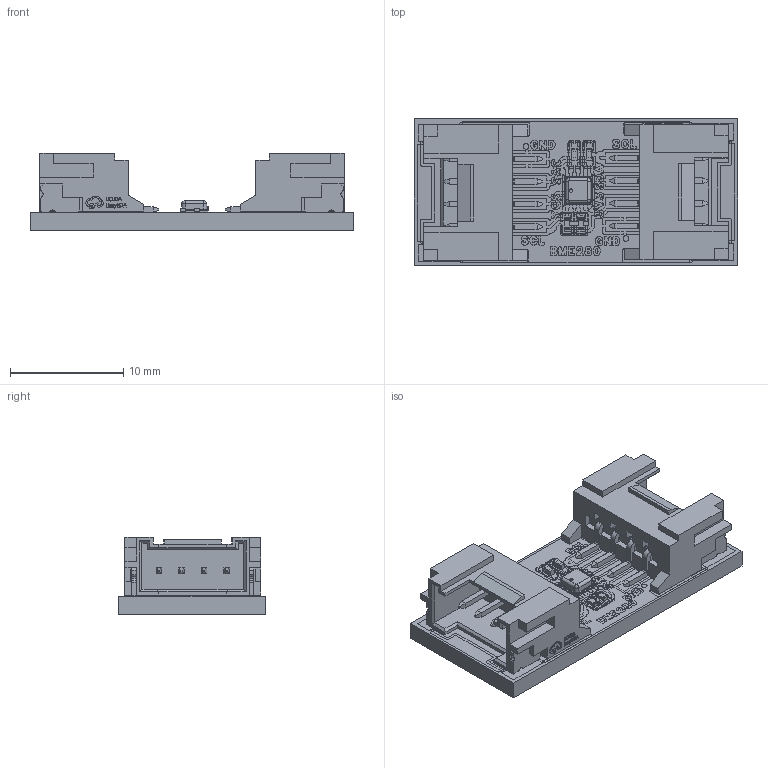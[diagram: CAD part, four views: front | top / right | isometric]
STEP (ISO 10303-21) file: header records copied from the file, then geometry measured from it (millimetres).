
FILE_DESCRIPTION(('Designed by EasyEDA Pro'),'2;1');
FILE_NAME('Open CASCADE Shape Model','2025-04-04T14:33:36',('Author'),( 'Open CASCADE'),'Open CASCADE STEP processor 7.8','Open CASCADE 7.8' ,'Unknown');
FILE_SCHEMA(('AUTOMOTIVE_DESIGN { 1 0 10303 214 1 1 1 1 }'));
Length unit declared in the file: millimetre
Products named in the file (19): EasyEDA PCB Model~m1CM; Board~m1CM; TopCopper~m1CM; BottomCopper~m1CM; TopSilkscreen~m1CM; BottomSilkscreen~m1CM; TopFpcStiffener~m1CM; BottomFpcStiffener~m1CM; C1~C0402~C0402_L1.0-W0.5-H0.5~m1CM; C0402~C0402_L1.0-W0.5-H0.5~m1CM; C2~C0402~C0402_L1.0-W0.5-H0.5~m1CM; SHT2~CONN-SMD_HY2.0-4P~CONN-SMD_4P-P2.0_BX-HY2.0-4PWT~m1CM; CONN-SMD_HY2.0-4P~CONN-SMD_4P-P2.0_BX-HY2.0-4PWT~m1CM; SHT1~CONN-SMD_HY2.0-4P~CONN-SMD_4P-P2.0_BX-HY2.0-4PWT~m1CM; R2~R0402~R_0402_1005Metric~m1CM; R0402~R_0402_1005Metric~m1CM; R1~R0402~R_0402_1005Metric~m1CM; U1~LGA-8_BME280_BL~BME280--3DModel-STEP-56544~m1CM; LGA-8_BME280_BL~BME280--3DModel-STEP-56544~m1CM
Assembly tree (21 placements, depth 3):
  EasyEDA PCB Model~m1CM
    Board~m1CM
    TopCopper~m1CM
    BottomCopper~m1CM
    TopSilkscreen~m1CM
    BottomSilkscreen~m1CM
    TopFpcStiffener~m1CM
    BottomFpcStiffener~m1CM
    C1~C0402~C0402_L1.0-W0.5-H0.5~m1CM
      C0402~C0402_L1.0-W0.5-H0.5~m1CM
    C2~C0402~C0402_L1.0-W0.5-H0.5~m1CM
      C0402~C0402_L1.0-W0.5-H0.5~m1CM
    SHT2~CONN-SMD_HY2.0-4P~CONN-SMD_4P-P2.0_BX-HY2.0-4PWT~m1CM
      CONN-SMD_HY2.0-4P~CONN-SMD_4P-P2.0_BX-HY2.0-4PWT~m1CM
    SHT1~CONN-SMD_HY2.0-4P~CONN-SMD_4P-P2.0_BX-HY2.0-4PWT~m1CM
      CONN-SMD_HY2.0-4P~CONN-SMD_4P-P2.0_BX-HY2.0-4PWT~m1CM
    R2~R0402~R_0402_1005Metric~m1CM
      R0402~R_0402_1005Metric~m1CM
    R1~R0402~R_0402_1005Metric~m1CM
      R0402~R_0402_1005Metric~m1CM
    U1~LGA-8_BME280_BL~BME280--3DModel-STEP-56544~m1CM
      LGA-8_BME280_BL~BME280--3DModel-STEP-56544~m1CM
Bounding box: 28.55 x 12.93 x 6.82 mm (x, y, z)
Volume: 1027.8 mm3; surface area: 2992.5 mm2
Topology: 22 solids, 114 shells, 2044 faces, 8110 edges, 6278 vertices
Faces by surface type: plane 1390, bspline 420, cylinder 202, sphere 16, revolution 8, torus 8
Entity records: 63680 total; most frequent: CARTESIAN_POINT 15443, ORIENTED_EDGE 8480, DIRECTION 8372, EDGE_CURVE 5685, VERTEX_POINT 4706, LINE 3926, VECTOR 3926, AXIS2_PLACEMENT_3D 2219
